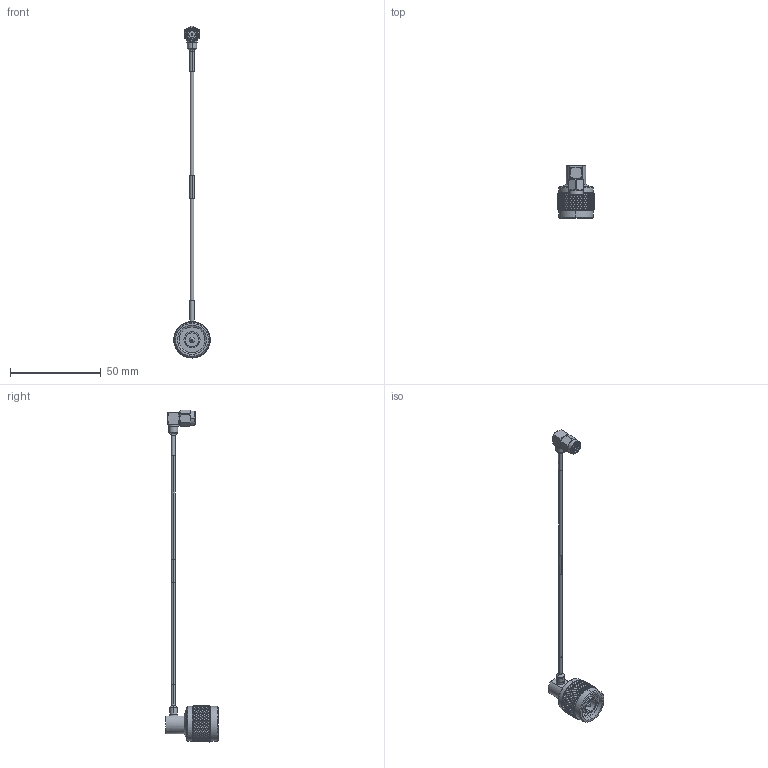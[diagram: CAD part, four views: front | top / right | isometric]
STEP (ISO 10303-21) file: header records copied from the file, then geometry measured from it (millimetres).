
FILE_DESCRIPTION (( 'STEP AP214' ), '1' );
FILE_NAME ('LCCA30544.step', '2020-06-19T20:54:05', ( '' ), ( '' ), 'SwSTEP 2.0', 'SolidWorks 2018', '' );
FILE_SCHEMA (( 'AUTOMOTIVE_DESIGN' ));
Length unit declared in the file: inch
Products named in the file (7): LCCN3044; LCCA30544; LC085TB (085 FORMABLE); LCCN3044_HS-2; LCCN3052; LCCN3044_HS; 1AW01-002_.08 ID
Assembly tree (6 placements, depth 2):
  LCCA30544
    LC085TB (085 FORMABLE)
    1AW01-002_.08 ID
    LCCN3044
    LCCN3044_HS
    LCCN3052
    LCCN3044_HS-2
Bounding box: 20.07 x 29.15 x 183.13 mm (x, y, z)
Volume: 5227.8 mm3; surface area: 6967.3 mm2
Topology: 8 solids, 8 shells, 2524 faces, 5224 edges, 2731 vertices
Faces by surface type: bspline 1607, cylinder 477, cone 271, plane 163, torus 4, sphere 2
Entity records: 92569 total; most frequent: CARTESIAN_POINT 57087, ORIENTED_EDGE 10444, EDGE_CURVE 5222, DIRECTION 3324, VERTEX_POINT 2731, EDGE_LOOP 2545, FACE_OUTER_BOUND 2524, ADVANCED_FACE 2524
